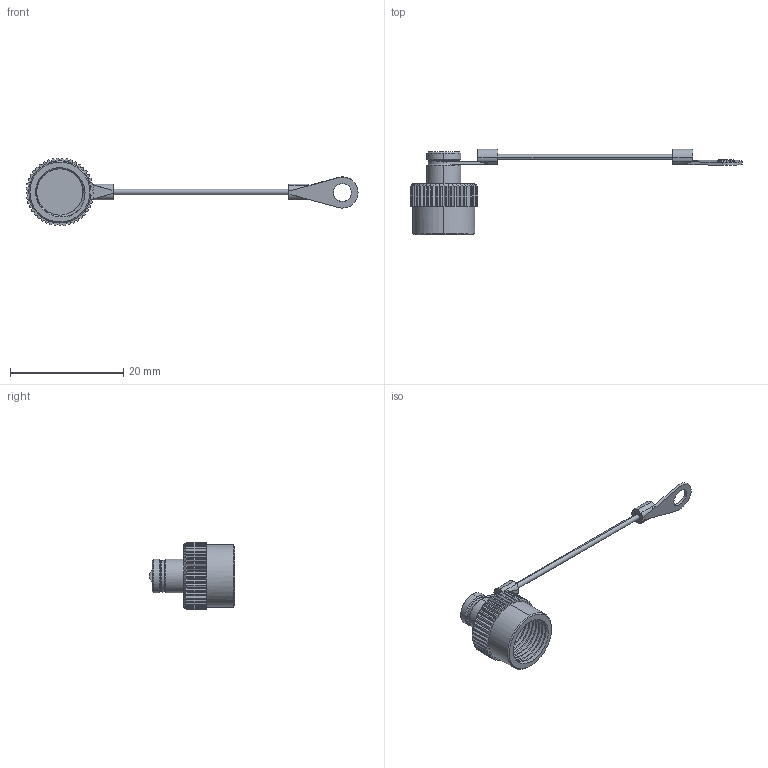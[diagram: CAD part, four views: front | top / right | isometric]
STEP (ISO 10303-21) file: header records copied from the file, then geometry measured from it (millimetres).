
FILE_DESCRIPTION (( 'STEP AP203' ), '1' );
FILE_NAME ('P74.STEP', '2020-03-30T09:39:29', ( 'edpusr' ), ( 'Microsoft' ), 'SwSTEP 2.0', 'SolidWorks 2015', '' );
FILE_SCHEMA (( 'CONFIG_CONTROL_DESIGN' ));
Length unit declared in the file: millimetre
Products named in the file (1): P74
Bounding box: 58.75 x 15.12 x 11.99 mm (x, y, z)
Volume: 680.1 mm3; surface area: 1458.3 mm2
Topology: 4 solids, 5 shells, 231 faces, 641 edges, 423 vertices
Faces by surface type: plane 113, cylinder 99, cone 17, bspline 2
Entity records: 9062 total; most frequent: CARTESIAN_POINT 3618, ORIENTED_EDGE 1278, DIRECTION 907, EDGE_CURVE 639, VERTEX_POINT 423, AXIS2_PLACEMENT_3D 342, B_SPLINE_CURVE_WITH_KNOTS 260, EDGE_LOOP 244
